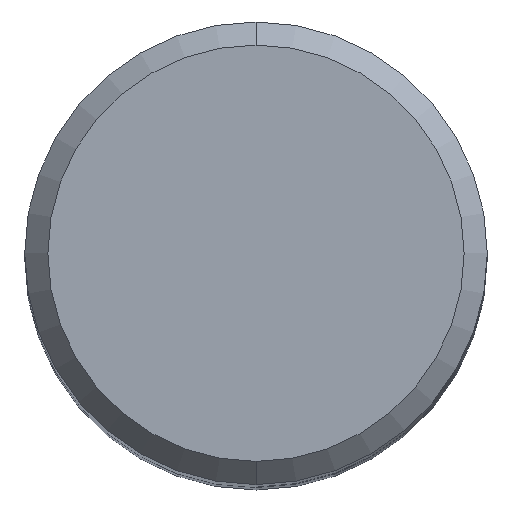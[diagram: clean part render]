
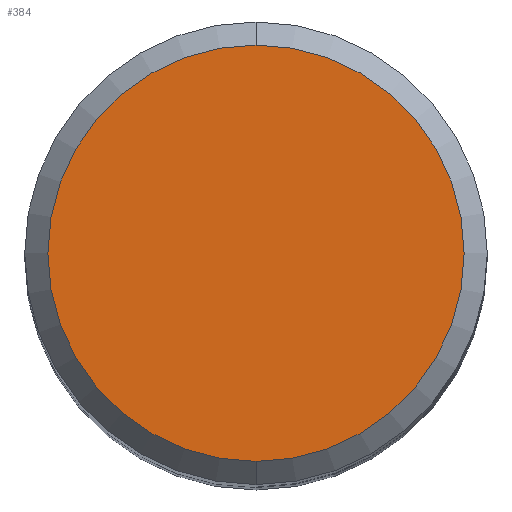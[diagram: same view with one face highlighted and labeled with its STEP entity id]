
A CAD part, top view. The second image highlights one B-rep face of the part: STEP entity #384.
In plain terms, the highlighted planar face has unit normal (0, 0, 1).
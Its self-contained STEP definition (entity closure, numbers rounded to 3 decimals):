
#168=EDGE_CURVE('',#260,#276,#446,.T.);
#236=EDGE_CURVE('',#276,#260,#522,.T.);
#260=VERTEX_POINT('',#548);
#276=VERTEX_POINT('',#564);
#384=ADVANCED_FACE('',(#682),#683,.T.);
#446=CIRCLE('',#745,9.0);
#522=CIRCLE('',#1014,9.0);
#548=CARTESIAN_POINT('',(0.0,9.0,0.0));
#564=CARTESIAN_POINT('',(0.,-9.0,0.0));
#682=FACE_OUTER_BOUND('',#1428,.T.);
#683=PLANE('',#1429);
#745=AXIS2_PLACEMENT_3D('',#1494,#1495,#1496);
#1014=AXIS2_PLACEMENT_3D('',#1581,#1582,#1583);
#1428=EDGE_LOOP('',(#1733,#1734));
#1429=AXIS2_PLACEMENT_3D('',#1735,#1736,#1737);
#1494=CARTESIAN_POINT('',(0.0,0.0,0.0));
#1495=DIRECTION('',(0.0,0.0,-1.0));
#1496=DIRECTION('',(0.0,1.0,0.0));
#1581=CARTESIAN_POINT('',(0.0,0.0,0.0));
#1582=DIRECTION('',(0.0,0.0,-1.0));
#1583=DIRECTION('',(0.0,1.0,0.0));
#1733=ORIENTED_EDGE('',*,*,#168,.F.);
#1734=ORIENTED_EDGE('',*,*,#236,.F.);
#1735=CARTESIAN_POINT('',(0.0,4.5,0.0));
#1736=DIRECTION('',(-0.0,0.0,1.0));
#1737=DIRECTION('',(0.0,-1.0,0.0));
